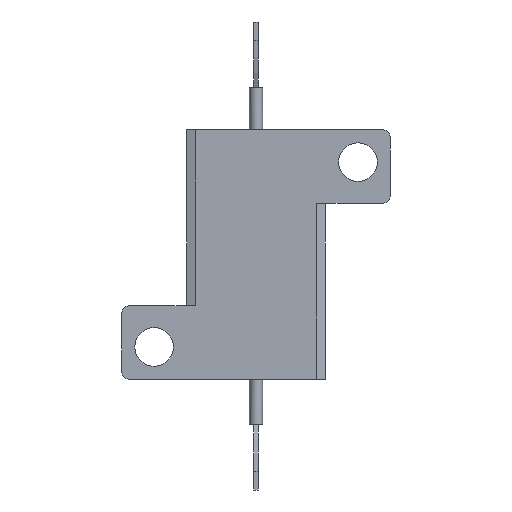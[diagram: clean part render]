
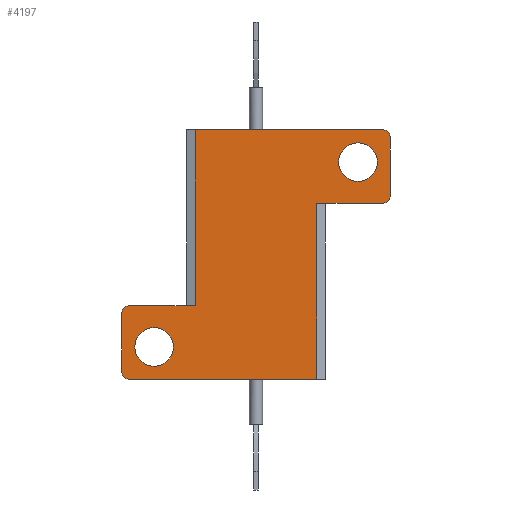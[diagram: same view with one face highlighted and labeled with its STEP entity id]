
A CAD part, front view. The second image highlights one B-rep face of the part: STEP entity #4197.
In plain terms, the highlighted planar face has unit normal (0, -1, 0).
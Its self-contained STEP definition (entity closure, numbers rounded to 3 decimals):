
#361 = AXIS2_PLACEMENT_3D ( 'NONE', #1509, #1510, #1511 ) ;
#792 = EDGE_LOOP ( 'NONE', ( #927, #928 ) ) ;
#829 = EDGE_LOOP ( 'NONE', ( #932, #926 ) ) ;
#923 = ORIENTED_EDGE ( 'NONE', *, *, #2349, .T. ) ;
#924 = ORIENTED_EDGE ( 'NONE', *, *, #2341, .T. ) ;
#925 = ORIENTED_EDGE ( 'NONE', *, *, #2310, .T. ) ;
#926 = ORIENTED_EDGE ( 'NONE', *, *, #2275, .T. ) ;
#927 = ORIENTED_EDGE ( 'NONE', *, *, #2318, .T. ) ;
#928 = ORIENTED_EDGE ( 'NONE', *, *, #2252, .T. ) ;
#929 = ORIENTED_EDGE ( 'NONE', *, *, #2348, .T. ) ;
#931 = ORIENTED_EDGE ( 'NONE', *, *, #2226, .F. ) ;
#932 = ORIENTED_EDGE ( 'NONE', *, *, #2342, .T. ) ;
#933 = ORIENTED_EDGE ( 'NONE', *, *, #2266, .T. ) ;
#935 = ORIENTED_EDGE ( 'NONE', *, *, #2352, .T. ) ;
#942 = VERTEX_POINT ( 'NONE', #1222 ) ;
#947 = VERTEX_POINT ( 'NONE', #1166 ) ;
#948 = VERTEX_POINT ( 'NONE', #1199 ) ;
#949 = VERTEX_POINT ( 'NONE', #1230 ) ;
#975 = VERTEX_POINT ( 'NONE', #1221 ) ;
#976 = VERTEX_POINT ( 'NONE', #1211 ) ;
#984 = VERTEX_POINT ( 'NONE', #1196 ) ;
#1086 = VERTEX_POINT ( 'NONE', #2610 ) ;
#1096 = VERTEX_POINT ( 'NONE', #2550 ) ;
#1114 = VERTEX_POINT ( 'NONE', #2547 ) ;
#1122 = VERTEX_POINT ( 'NONE', #2582 ) ;
#1166 = CARTESIAN_POINT ( 'NONE',  ( 8.205, 0., 3.62 ) ) ;
#1196 = CARTESIAN_POINT ( 'NONE',  ( -3.721, 0., 7.62 ) ) ;
#1199 = CARTESIAN_POINT ( 'NONE',  ( -8.205, 0., -7.12 ) ) ;
#1211 = CARTESIAN_POINT ( 'NONE',  ( 6.23, 0., 4.46 ) ) ;
#1221 = CARTESIAN_POINT ( 'NONE',  ( -7.705, 0., -3.12 ) ) ;
#1222 = CARTESIAN_POINT ( 'NONE',  ( -8.205, 0., -3.62 ) ) ;
#1230 = CARTESIAN_POINT ( 'NONE',  ( 3.721, 0., 3.12 ) ) ;
#1503 = PLANE ( 'NONE',  #361 ) ;
#1509 = CARTESIAN_POINT ( 'NONE',  ( -8.205, 0., -7.62 ) ) ;
#1510 = DIRECTION ( 'NONE',  ( 0., -1., 0. ) ) ;
#1511 = DIRECTION ( 'NONE',  ( 0., 0., -1. ) ) ;
#2023 = CIRCLE ( 'NONE', #2906, 0.5 ) ;
#2028 = LINE ( 'NONE', #3463, #2029 ) ;
#2029 = VECTOR ( 'NONE', #3459, 1000. ) ;
#2032 = LINE ( 'NONE', #3471, #2035 ) ;
#2034 = CIRCLE ( 'NONE', #2908, 1.18 ) ;
#2035 = VECTOR ( 'NONE', #3472, 1000. ) ;
#2042 = LINE ( 'NONE', #3491, #2045 ) ;
#2044 = LINE ( 'NONE', #3493, #2047 ) ;
#2045 = VECTOR ( 'NONE', #3492, 1000. ) ;
#2047 = VECTOR ( 'NONE', #3494, 1000. ) ;
#2049 = CIRCLE ( 'NONE', #2913, 0.5 ) ;
#2109 = LINE ( 'NONE', #4829, #2112 ) ;
#2112 = VECTOR ( 'NONE', #4830, 1000. ) ;
#2226 = EDGE_CURVE ( 'NONE', #948, #942, #4547, .T. ) ;
#2252 = EDGE_CURVE ( 'NONE', #976, #3852, #4589, .T. ) ;
#2266 = EDGE_CURVE ( 'NONE', #3856, #1086, #4613, .T. ) ;
#2275 = EDGE_CURVE ( 'NONE', #3861, #3850, #4624, .T. ) ;
#2306 = EDGE_CURVE ( 'NONE', #984, #1096, #4673, .T. ) ;
#2310 = EDGE_CURVE ( 'NONE', #948, #3856, #4688, .T. ) ;
#2318 = EDGE_CURVE ( 'NONE', #3852, #976, #4696, .T. ) ;
#2327 = EDGE_CURVE ( 'NONE', #1114, #947, #4714, .T. ) ;
#2336 = EDGE_CURVE ( 'NONE', #3824, #1096, #2023, .T. ) ;
#2338 = EDGE_CURVE ( 'NONE', #947, #3824, #2028, .T. ) ;
#2341 = EDGE_CURVE ( 'NONE', #1122, #975, #2032, .T. ) ;
#2342 = EDGE_CURVE ( 'NONE', #3850, #3861, #2034, .T. ) ;
#2348 = EDGE_CURVE ( 'NONE', #1086, #949, #2042, .T. ) ;
#2349 = EDGE_CURVE ( 'NONE', #949, #1114, #2044, .T. ) ;
#2352 = EDGE_CURVE ( 'NONE', #975, #942, #2049, .T. ) ;
#2547 = CARTESIAN_POINT ( 'NONE',  ( 7.705, 0., 3.12 ) ) ;
#2550 = CARTESIAN_POINT ( 'NONE',  ( 7.705, 0., 7.62 ) ) ;
#2582 = CARTESIAN_POINT ( 'NONE',  ( -3.721, 0., -3.12 ) ) ;
#2610 = CARTESIAN_POINT ( 'NONE',  ( 3.721, 0., -7.62 ) ) ;
#2631 = FACE_BOUND ( 'NONE', #792, .T. ) ;
#2632 = FACE_OUTER_BOUND ( 'NONE', #3304, .T. ) ;
#2635 = FACE_BOUND ( 'NONE', #829, .T. ) ;
#2702 = EDGE_CURVE ( 'NONE', #984, #1122, #2109, .T. ) ;
#2874 = AXIS2_PLACEMENT_3D ( 'NONE', #5102, #5103, #5104 ) ;
#2883 = AXIS2_PLACEMENT_3D ( 'NONE', #5154, #5155, #5156 ) ;
#2896 = AXIS2_PLACEMENT_3D ( 'NONE', #3399, #3400, #3401 ) ;
#2900 = AXIS2_PLACEMENT_3D ( 'NONE', #3419, #3420, #3421 ) ;
#2903 = AXIS2_PLACEMENT_3D ( 'NONE', #3440, #3441, #3442 ) ;
#2906 = AXIS2_PLACEMENT_3D ( 'NONE', #3460, #3461, #3462 ) ;
#2908 = AXIS2_PLACEMENT_3D ( 'NONE', #3473, #3474, #3475 ) ;
#2913 = AXIS2_PLACEMENT_3D ( 'NONE', #3500, #3501, #3502 ) ;
#3304 = EDGE_LOOP ( 'NONE', ( #924, #935, #931, #925, #933, #929, #923, #3732, #3727, #3715, #3721, #3719 ) ) ;
#3386 = CARTESIAN_POINT ( 'NONE',  ( -8.205, 0., 7.62 ) ) ;
#3390 = DIRECTION ( 'NONE',  ( 1., 0., 0. ) ) ;
#3399 = CARTESIAN_POINT ( 'NONE',  ( -7.705, 0., -7.12 ) ) ;
#3400 = DIRECTION ( 'NONE',  ( 0., -1., 0. ) ) ;
#3401 = DIRECTION ( 'NONE',  ( 0., 0., -1. ) ) ;
#3419 = CARTESIAN_POINT ( 'NONE',  ( 6.23, 0., 5.64 ) ) ;
#3420 = DIRECTION ( 'NONE',  ( 0., 1., 0. ) ) ;
#3421 = DIRECTION ( 'NONE',  ( 0., 0., 1. ) ) ;
#3440 = CARTESIAN_POINT ( 'NONE',  ( 7.705, 0., 3.62 ) ) ;
#3441 = DIRECTION ( 'NONE',  ( 0., -1., 0. ) ) ;
#3442 = DIRECTION ( 'NONE',  ( 0., 0., -1. ) ) ;
#3459 = DIRECTION ( 'NONE',  ( 0., 0., 1. ) ) ;
#3460 = CARTESIAN_POINT ( 'NONE',  ( 7.705, 0., 7.12 ) ) ;
#3461 = DIRECTION ( 'NONE',  ( 0., -1., 0. ) ) ;
#3462 = DIRECTION ( 'NONE',  ( 0., 0., -1. ) ) ;
#3463 = CARTESIAN_POINT ( 'NONE',  ( 8.205, 0., -7.62 ) ) ;
#3471 = CARTESIAN_POINT ( 'NONE',  ( -3.721, 0., -3.12 ) ) ;
#3472 = DIRECTION ( 'NONE',  ( -1., 0., 0. ) ) ;
#3473 = CARTESIAN_POINT ( 'NONE',  ( -6.22, 0., -5.64 ) ) ;
#3474 = DIRECTION ( 'NONE',  ( 0., 1., 0. ) ) ;
#3475 = DIRECTION ( 'NONE',  ( 0., 0., 1. ) ) ;
#3491 = CARTESIAN_POINT ( 'NONE',  ( 3.721, 0., -7.62 ) ) ;
#3492 = DIRECTION ( 'NONE',  ( 0., 0., 1. ) ) ;
#3493 = CARTESIAN_POINT ( 'NONE',  ( 8.205, 0., 3.12 ) ) ;
#3494 = DIRECTION ( 'NONE',  ( 1., 0., 0. ) ) ;
#3500 = CARTESIAN_POINT ( 'NONE',  ( -7.705, 0., -3.62 ) ) ;
#3501 = DIRECTION ( 'NONE',  ( 0., -1., 0. ) ) ;
#3502 = DIRECTION ( 'NONE',  ( 0., 0., -1. ) ) ;
#3715 = ORIENTED_EDGE ( 'NONE', *, *, #2336, .T. ) ;
#3719 = ORIENTED_EDGE ( 'NONE', *, *, #2702, .T. ) ;
#3721 = ORIENTED_EDGE ( 'NONE', *, *, #2306, .F. ) ;
#3727 = ORIENTED_EDGE ( 'NONE', *, *, #2338, .T. ) ;
#3732 = ORIENTED_EDGE ( 'NONE', *, *, #2327, .T. ) ;
#3824 = VERTEX_POINT ( 'NONE', #4920 ) ;
#3850 = VERTEX_POINT ( 'NONE', #4946 ) ;
#3852 = VERTEX_POINT ( 'NONE', #4948 ) ;
#3856 = VERTEX_POINT ( 'NONE', #4952 ) ;
#3861 = VERTEX_POINT ( 'NONE', #4957 ) ;
#4197 = ADVANCED_FACE ( 'NONE', ( #2631, #2635, #2632 ), #1503, .T. ) ;
#4547 = LINE ( 'NONE', #5035, #4552 ) ;
#4552 = VECTOR ( 'NONE', #5041, 1000. ) ;
#4589 = CIRCLE ( 'NONE', #2874, 1.18 ) ;
#4613 = LINE ( 'NONE', #5120, #4620 ) ;
#4620 = VECTOR ( 'NONE', #5133, 1000. ) ;
#4624 = CIRCLE ( 'NONE', #2883, 1.18 ) ;
#4673 = LINE ( 'NONE', #3386, #4683 ) ;
#4683 = VECTOR ( 'NONE', #3390, 1000. ) ;
#4688 = CIRCLE ( 'NONE', #2896, 0.5 ) ;
#4696 = CIRCLE ( 'NONE', #2900, 1.18 ) ;
#4714 = CIRCLE ( 'NONE', #2903, 0.5 ) ;
#4829 = CARTESIAN_POINT ( 'NONE',  ( -3.721, 0., 7.62 ) ) ;
#4830 = DIRECTION ( 'NONE',  ( 0., 0., -1. ) ) ;
#4920 = CARTESIAN_POINT ( 'NONE',  ( 8.205, 0., 7.12 ) ) ;
#4946 = CARTESIAN_POINT ( 'NONE',  ( -6.22, 0., -4.46 ) ) ;
#4948 = CARTESIAN_POINT ( 'NONE',  ( 6.23, 0., 6.82 ) ) ;
#4952 = CARTESIAN_POINT ( 'NONE',  ( -7.705, 0., -7.62 ) ) ;
#4957 = CARTESIAN_POINT ( 'NONE',  ( -6.22, 0., -6.82 ) ) ;
#5035 = CARTESIAN_POINT ( 'NONE',  ( -8.205, 0., -7.62 ) ) ;
#5041 = DIRECTION ( 'NONE',  ( 0., 0., 1. ) ) ;
#5102 = CARTESIAN_POINT ( 'NONE',  ( 6.23, 0., 5.64 ) ) ;
#5103 = DIRECTION ( 'NONE',  ( 0., 1., 0. ) ) ;
#5104 = DIRECTION ( 'NONE',  ( 0., 0., 1. ) ) ;
#5120 = CARTESIAN_POINT ( 'NONE',  ( -8.205, 0., -7.62 ) ) ;
#5133 = DIRECTION ( 'NONE',  ( 1., 0., 0. ) ) ;
#5154 = CARTESIAN_POINT ( 'NONE',  ( -6.22, 0., -5.64 ) ) ;
#5155 = DIRECTION ( 'NONE',  ( 0., 1., 0. ) ) ;
#5156 = DIRECTION ( 'NONE',  ( 0., 0., 1. ) ) ;
